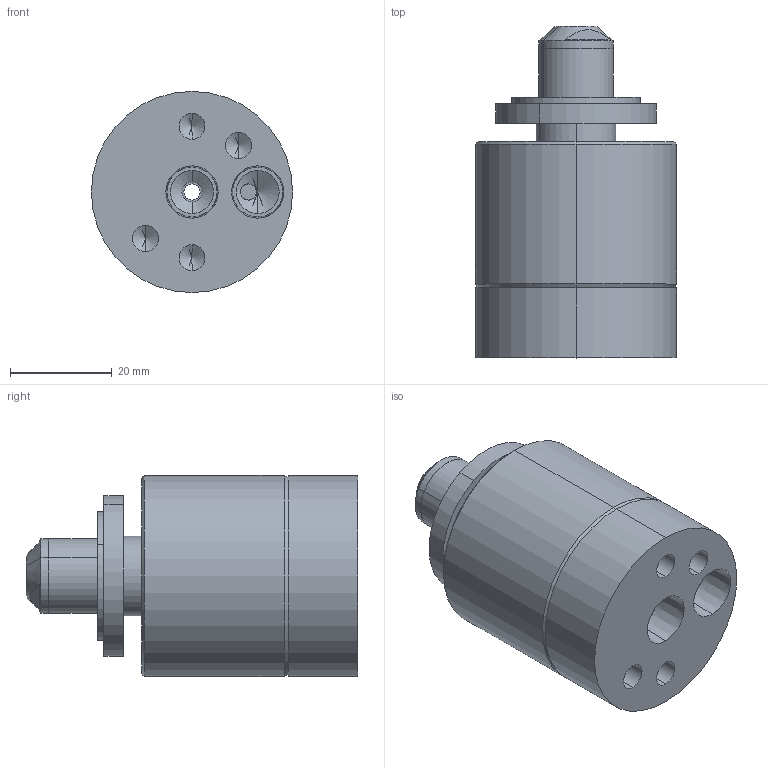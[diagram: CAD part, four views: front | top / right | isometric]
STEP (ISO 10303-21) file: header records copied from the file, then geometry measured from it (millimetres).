
FILE_DESCRIPTION (( 'STEP AP214' ), '1' );
FILE_NAME ('CTSC-001571.STEP', '2024-12-30T13:19:38', ( '' ), ( '' ), 'SwSTEP 2.0', 'SolidWorks 2023', '' );
FILE_SCHEMA (( 'AUTOMOTIVE_DESIGN' ));
Length unit declared in the file: inch
Products named in the file (1): CTSC-001571
Bounding box: 39.62 x 65.37 x 39.62 mm (x, y, z)
Volume: 55614.1 mm3; surface area: 13903.2 mm2
Topology: 1 solids, 2 shells, 83 faces, 174 edges, 103 vertices
Faces by surface type: cylinder 38, cone 24, plane 19, torus 2
Entity records: 3037 total; most frequent: CARTESIAN_POINT 447, DIRECTION 424, ORIENTED_EDGE 328, AXIS2_PLACEMENT_3D 180, EDGE_CURVE 164, EDGE_LOOP 105, VERTEX_POINT 103, CIRCLE 96
